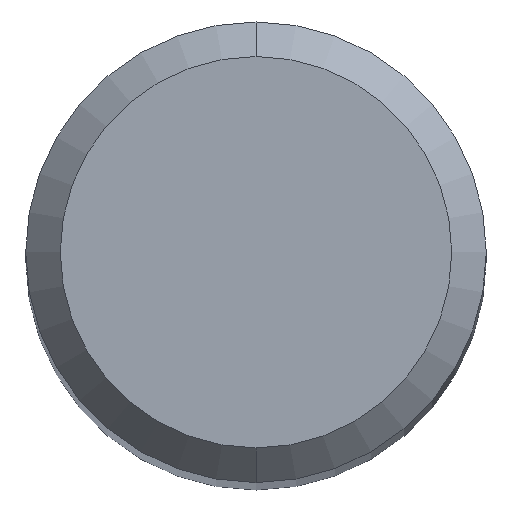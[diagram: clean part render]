
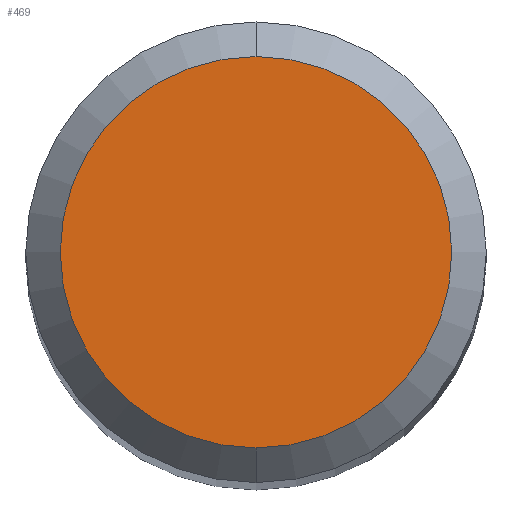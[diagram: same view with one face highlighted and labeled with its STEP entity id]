
A CAD part, top view. The second image highlights one B-rep face of the part: STEP entity #469.
In plain terms, the highlighted planar face has unit normal (0, 0, 1).
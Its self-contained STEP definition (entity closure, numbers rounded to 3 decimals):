
#371=EDGE_CURVE('',#621,#589,#1013,.T.);
#469=ADVANCED_FACE('',(#1121),#1122,.T.);
#589=VERTEX_POINT('',#1249);
#621=VERTEX_POINT('',#1286);
#651=EDGE_CURVE('',#589,#621,#1318,.T.);
#1013=CIRCLE('',#1745,1.7);
#1121=FACE_OUTER_BOUND('',#2140,.T.);
#1122=PLANE('',#2141);
#1249=CARTESIAN_POINT('',(0.0,1.7,0.0));
#1286=CARTESIAN_POINT('',(0.,-1.7,0.0));
#1318=CIRCLE('',#2824,1.7);
#1745=AXIS2_PLACEMENT_3D('',#3996,#3997,#3998);
#2140=EDGE_LOOP('',(#4109,#4110));
#2141=AXIS2_PLACEMENT_3D('',#4111,#4112,#4113);
#2824=AXIS2_PLACEMENT_3D('',#4311,#4312,#4313);
#3996=CARTESIAN_POINT('',(0.0,0.0,0.0));
#3997=DIRECTION('',(0.0,0.0,-1.0));
#3998=DIRECTION('',(0.0,1.0,0.0));
#4109=ORIENTED_EDGE('',*,*,#651,.F.);
#4110=ORIENTED_EDGE('',*,*,#371,.F.);
#4111=CARTESIAN_POINT('',(0.0,0.85,0.0));
#4112=DIRECTION('',(-0.0,0.0,1.0));
#4113=DIRECTION('',(0.0,-1.0,0.0));
#4311=CARTESIAN_POINT('',(0.0,0.0,0.0));
#4312=DIRECTION('',(0.0,0.0,-1.0));
#4313=DIRECTION('',(0.0,1.0,0.0));
